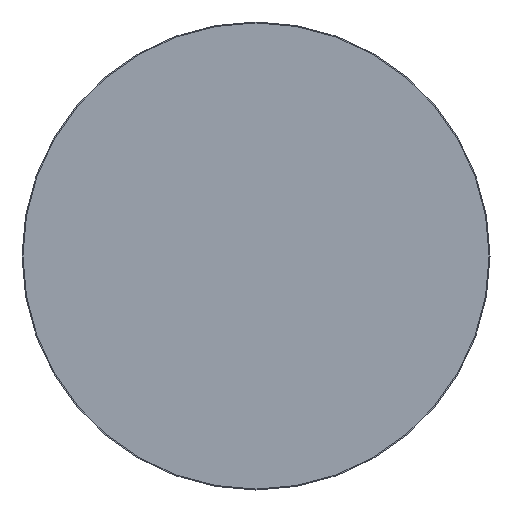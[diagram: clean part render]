
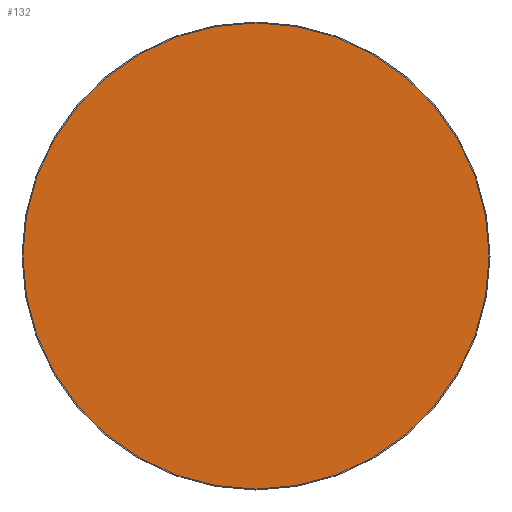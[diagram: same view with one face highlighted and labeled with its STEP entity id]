
A CAD part, front view. The second image highlights one B-rep face of the part: STEP entity #132.
In plain terms, the highlighted planar face has unit normal (0, -1, 0).
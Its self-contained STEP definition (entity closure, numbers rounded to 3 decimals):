
#15 = DIRECTION ( 'NONE',  ( 1., 0., 0. ) ) ;
#63 = ORIENTED_EDGE ( 'NONE', *, *, #1651, .T. ) ;
#101 = CIRCLE ( 'NONE', #599, 49.8 ) ;
#131 = VERTEX_POINT ( 'NONE', #1079 ) ;
#132 = ADVANCED_FACE ( 'NONE', ( #814 ), #1580, .F. ) ;
#217 = CARTESIAN_POINT ( 'NONE',  ( 0., 0., 0. ) ) ;
#360 = VERTEX_POINT ( 'NONE', #825 ) ;
#536 = CARTESIAN_POINT ( 'NONE',  ( 0., 0., 0. ) ) ;
#599 = AXIS2_PLACEMENT_3D ( 'NONE', #217, #747, #1270 ) ;
#647 = AXIS2_PLACEMENT_3D ( 'NONE', #536, #808, #1209 ) ;
#713 = AXIS2_PLACEMENT_3D ( 'NONE', #1068, #1200, #15 ) ;
#747 = DIRECTION ( 'NONE',  ( 0., -1., 0. ) ) ;
#808 = DIRECTION ( 'NONE',  ( 0., 1., 0. ) ) ;
#814 = FACE_OUTER_BOUND ( 'NONE', #1254, .T. ) ;
#825 = CARTESIAN_POINT ( 'NONE',  ( -49.8, 0., 0. ) ) ;
#1068 = CARTESIAN_POINT ( 'NONE',  ( 0., 0., 0. ) ) ;
#1079 = CARTESIAN_POINT ( 'NONE',  ( 49.8, 0., 0. ) ) ;
#1131 = EDGE_CURVE ( 'NONE', #360, #131, #101, .T. ) ;
#1200 = DIRECTION ( 'NONE',  ( 0., -1., 0. ) ) ;
#1209 = DIRECTION ( 'NONE',  ( -1., 0., 0. ) ) ;
#1215 = ORIENTED_EDGE ( 'NONE', *, *, #1131, .T. ) ;
#1254 = EDGE_LOOP ( 'NONE', ( #63, #1215 ) ) ;
#1270 = DIRECTION ( 'NONE',  ( 1., 0., 0. ) ) ;
#1511 = CIRCLE ( 'NONE', #713, 49.8 ) ;
#1580 = PLANE ( 'NONE',  #647 ) ;
#1651 = EDGE_CURVE ( 'NONE', #131, #360, #1511, .T. ) ;
